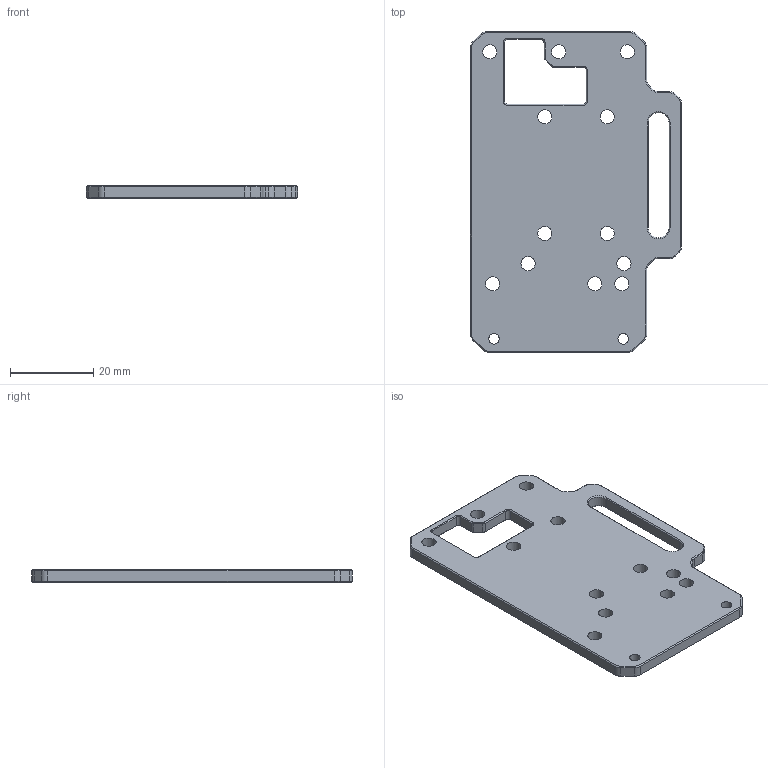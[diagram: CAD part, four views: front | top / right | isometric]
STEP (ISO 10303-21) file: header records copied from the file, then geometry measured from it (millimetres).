
FILE_DESCRIPTION(/* description */ (''),/* implementation_level */ '2;1');
FILE_NAME(/* name */ 'x-axis_slide_plate.step',/* time_stamp */ '2021-03-13T18:54:52+07:00',/* author */ (''),/* organization */ (''),/* preprocessor_version */ 'ST-DEVELOPER v18.1',/* originating_system */ 'Autodesk Translation Framework v9.10.0.1330',/* authorisation */ '');
FILE_SCHEMA (('AUTOMOTIVE_DESIGN { 1 0 10303 214 3 1 1 }'));
Length unit declared in the file: millimetre
Products named in the file (1): X-Axis Slide Plate
Bounding box: 50.6 x 76.81 x 3 mm (x, y, z)
Volume: 9141.7 mm3; surface area: 7555.9 mm2
Topology: 1 solids, 1 shells, 166 faces, 392 edges, 228 vertices
Faces by surface type: plane 77, cone 49, cylinder 39, bspline 1
Full cylindrical faces by diameter (mm): 2.529 x2, 3.4 x12
Entity records: 4794 total; most frequent: DIRECTION 844, CARTESIAN_POINT 829, ORIENTED_EDGE 784, EDGE_CURVE 392, AXIS2_PLACEMENT_3D 291, LINE 262, VECTOR 262, VERTEX_POINT 228
